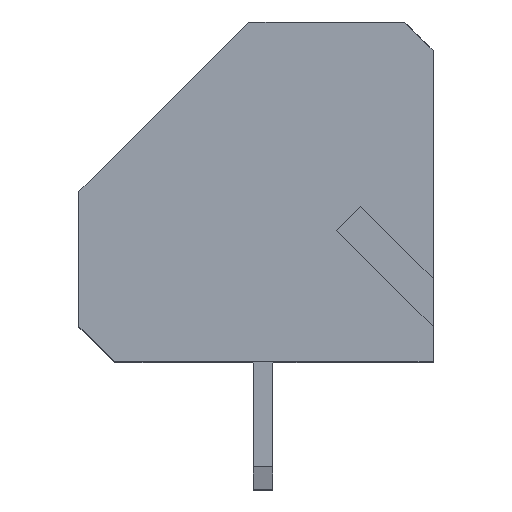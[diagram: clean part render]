
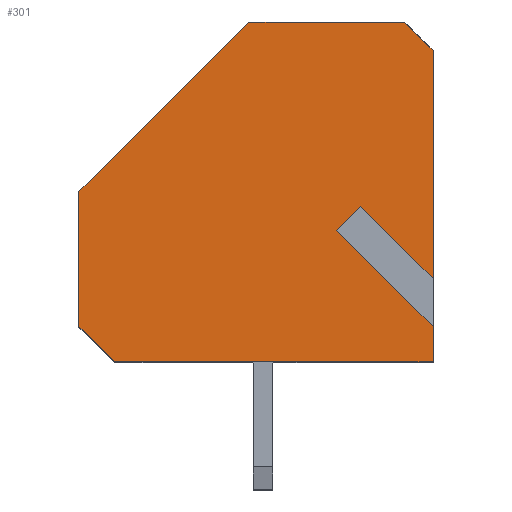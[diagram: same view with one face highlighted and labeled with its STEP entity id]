
A CAD part, top view. The second image highlights one B-rep face of the part: STEP entity #301.
In plain terms, the highlighted planar face has unit normal (0, 0, 1).
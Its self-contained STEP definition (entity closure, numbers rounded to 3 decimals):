
#301 = ADVANCED_FACE( '', ( #771 ), #772, .T. );
#771 = FACE_OUTER_BOUND( '', #1429, .T. );
#772 = PLANE( '', #1430 );
#1429 = EDGE_LOOP( '', ( #2080, #2081, #2082, #2083, #2084, #2085, #2086, #2087, #2088, #2089, #2090 ) );
#1430 = AXIS2_PLACEMENT_3D( '', #2091, #2092, #2093 );
#2080 = ORIENTED_EDGE( '', *, *, #4170, .T. );
#2081 = ORIENTED_EDGE( '', *, *, #4171, .T. );
#2082 = ORIENTED_EDGE( '', *, *, #4172, .T. );
#2083 = ORIENTED_EDGE( '', *, *, #4173, .F. );
#2084 = ORIENTED_EDGE( '', *, *, #4174, .F. );
#2085 = ORIENTED_EDGE( '', *, *, #4175, .F. );
#2086 = ORIENTED_EDGE( '', *, *, #4176, .F. );
#2087 = ORIENTED_EDGE( '', *, *, #4177, .F. );
#2088 = ORIENTED_EDGE( '', *, *, #4178, .T. );
#2089 = ORIENTED_EDGE( '', *, *, #4179, .T. );
#2090 = ORIENTED_EDGE( '', *, *, #4180, .T. );
#2091 = CARTESIAN_POINT( '', ( 5.346, 2.962, 2.54 ) );
#2092 = DIRECTION( '', ( 0., 0., 1. ) );
#2093 = DIRECTION( '', ( 1., 0., 0. ) );
#4170 = EDGE_CURVE( '', #5006, #5007, #5008, .T. );
#4171 = EDGE_CURVE( '', #5007, #5009, #5010, .T. );
#4172 = EDGE_CURVE( '', #5009, #5011, #5012, .T. );
#4173 = EDGE_CURVE( '', #5013, #5011, #5014, .T. );
#4174 = EDGE_CURVE( '', #5015, #5013, #5016, .T. );
#4175 = EDGE_CURVE( '', #5017, #5015, #5018, .T. );
#4176 = EDGE_CURVE( '', #5019, #5017, #5020, .T. );
#4177 = EDGE_CURVE( '', #5021, #5019, #5022, .T. );
#4178 = EDGE_CURVE( '', #5021, #5023, #5024, .T. );
#4179 = EDGE_CURVE( '', #5023, #5025, #5026, .T. );
#4180 = EDGE_CURVE( '', #5025, #5006, #5027, .T. );
#5006 = VERTEX_POINT( '', #6254 );
#5007 = VERTEX_POINT( '', #6255 );
#5008 = LINE( '', #6256, #6257 );
#5009 = VERTEX_POINT( '', #6258 );
#5010 = LINE( '', #6259, #6260 );
#5011 = VERTEX_POINT( '', #6261 );
#5012 = LINE( '', #6262, #6263 );
#5013 = VERTEX_POINT( '', #6264 );
#5014 = LINE( '', #6265, #6266 );
#5015 = VERTEX_POINT( '', #6267 );
#5016 = LINE( '', #6268, #6269 );
#5017 = VERTEX_POINT( '', #6270 );
#5018 = LINE( '', #6271, #6272 );
#5019 = VERTEX_POINT( '', #6273 );
#5020 = LINE( '', #6274, #6275 );
#5021 = VERTEX_POINT( '', #6276 );
#5022 = LINE( '', #6277, #6278 );
#5023 = VERTEX_POINT( '', #6279 );
#5024 = LINE( '', #6280, #6281 );
#5025 = VERTEX_POINT( '', #6282 );
#5026 = LINE( '', #6283, #6284 );
#5027 = LINE( '', #6285, #6286 );
#6254 = CARTESIAN_POINT( '', ( 9.346, 4.886, 2.54 ) );
#6255 = CARTESIAN_POINT( '', ( 9.704, 5.245, 2.54 ) );
#6256 = CARTESIAN_POINT( '', ( 6.879, 2.419, 2.54 ) );
#6257 = VECTOR( '', #8054, 1000. );
#6258 = CARTESIAN_POINT( '', ( 12.5, 2.449, 2.54 ) );
#6259 = CARTESIAN_POINT( '', ( 14.949, 0., 2.54 ) );
#6260 = VECTOR( '', #8055, 1000. );
#6261 = CARTESIAN_POINT( '', ( 12.5, 11., 2.54 ) );
#6262 = CARTESIAN_POINT( '', ( 12.5, 0., 2.54 ) );
#6263 = VECTOR( '', #8056, 1000. );
#6264 = CARTESIAN_POINT( '', ( 11.5, 12., 2.54 ) );
#6265 = CARTESIAN_POINT( '', ( 23.5, 0., 2.54 ) );
#6266 = VECTOR( '', #8057, 1000. );
#6267 = CARTESIAN_POINT( '', ( 6., 12., 2.54 ) );
#6268 = CARTESIAN_POINT( '', ( 0., 12., 2.54 ) );
#6269 = VECTOR( '', #8058, 1000. );
#6270 = CARTESIAN_POINT( '', ( 0., 6., 2.54 ) );
#6271 = CARTESIAN_POINT( '', ( 0., 6., 2.54 ) );
#6272 = VECTOR( '', #8059, 1000. );
#6273 = CARTESIAN_POINT( '', ( 0., 1.25, 2.54 ) );
#6274 = CARTESIAN_POINT( '', ( 0., 0., 2.54 ) );
#6275 = VECTOR( '', #8060, 1000. );
#6276 = CARTESIAN_POINT( '', ( 1.25, 0., 2.54 ) );
#6277 = CARTESIAN_POINT( '', ( 1.25, 0., 2.54 ) );
#6278 = VECTOR( '', #8061, 1000. );
#6279 = CARTESIAN_POINT( '', ( 12.5, 0., 2.54 ) );
#6280 = CARTESIAN_POINT( '', ( 0., 0., 2.54 ) );
#6281 = VECTOR( '', #8062, 1000. );
#6282 = CARTESIAN_POINT( '', ( 12.5, 1.732, 2.54 ) );
#6283 = CARTESIAN_POINT( '', ( 12.5, 0., 2.54 ) );
#6284 = VECTOR( '', #8063, 1000. );
#6285 = CARTESIAN_POINT( '', ( 14.232, 0., 2.54 ) );
#6286 = VECTOR( '', #8064, 1000. );
#8054 = DIRECTION( '', ( 0.707, 0.707, 0. ) );
#8055 = DIRECTION( '', ( 0.707, -0.707, 0. ) );
#8056 = DIRECTION( '', ( 0., 1., 0. ) );
#8057 = DIRECTION( '', ( 0.707, -0.707, 0. ) );
#8058 = DIRECTION( '', ( 1., 0., 0. ) );
#8059 = DIRECTION( '', ( 0.707, 0.707, 0. ) );
#8060 = DIRECTION( '', ( 0., 1., 0. ) );
#8061 = DIRECTION( '', ( -0.707, 0.707, 0. ) );
#8062 = DIRECTION( '', ( 1., 0., 0. ) );
#8063 = DIRECTION( '', ( 0., 1., 0. ) );
#8064 = DIRECTION( '', ( -0.707, 0.707, 0. ) );
